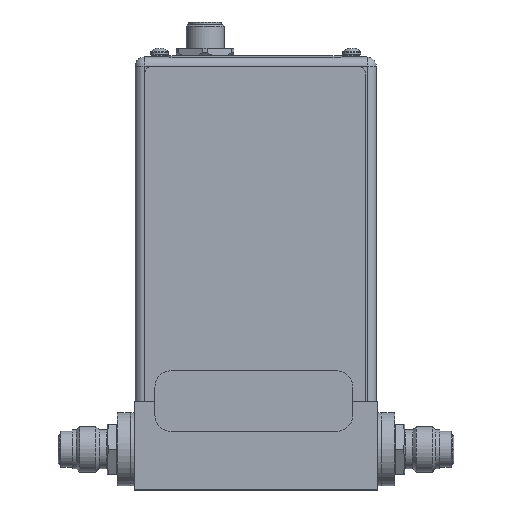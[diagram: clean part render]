
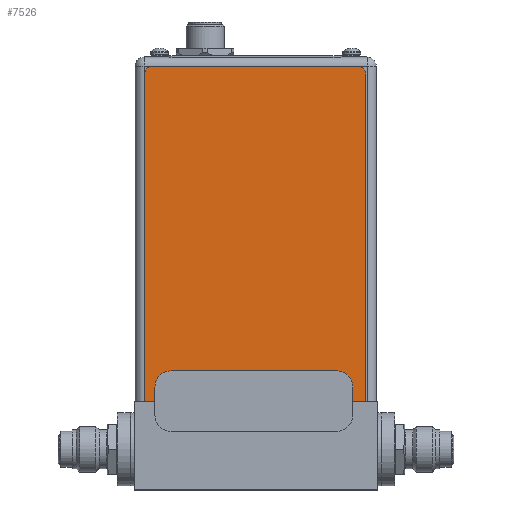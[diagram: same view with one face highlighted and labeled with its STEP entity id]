
A CAD part, top view. The second image highlights one B-rep face of the part: STEP entity #7526.
In plain terms, the highlighted planar face has unit normal (0, 0, 1).
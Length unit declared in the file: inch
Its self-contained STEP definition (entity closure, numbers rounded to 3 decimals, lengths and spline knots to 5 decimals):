
#7359=CARTESIAN_POINT('',(2.63,4.04,0.004));
#7360=DIRECTION('',(0.,0.,1.));
#7361=DIRECTION('',(1.,0.,0.));
#7362=AXIS2_PLACEMENT_3D('',#7359,#7360,#7361);
#7364=DIRECTION('',(0.,1.,0.));
#7365=VECTOR('',#7364,4.04);
#7366=CARTESIAN_POINT('',(2.73,0.,0.004));
#7367=LINE('',#7366,#7365);
#7368=DIRECTION('',(1.,0.,0.));
#7369=VECTOR('',#7368,2.73);
#7370=CARTESIAN_POINT('',(0.,0.,0.004));
#7371=LINE('',#7370,#7369);
#7372=DIRECTION('',(0.,-1.,0.));
#7373=VECTOR('',#7372,4.04);
#7374=CARTESIAN_POINT('',(0.,4.04,0.004));
#7375=LINE('',#7374,#7373);
#7376=CARTESIAN_POINT('',(0.1,4.04,0.004));
#7377=DIRECTION('',(0.,0.,1.));
#7378=DIRECTION('',(0.,1.,0.));
#7379=AXIS2_PLACEMENT_3D('',#7376,#7377,#7378);
#7381=DIRECTION('',(-1.,0.,0.));
#7382=VECTOR('',#7381,2.53);
#7383=CARTESIAN_POINT('',(2.63,4.14,0.004));
#7384=LINE('',#7383,#7382);
#7389=CARTESIAN_POINT('',(0.,0.,0.004));
#7390=CARTESIAN_POINT('',(2.73,0.,0.004));
#7391=VERTEX_POINT('',#7389);
#7392=VERTEX_POINT('',#7390);
#7397=CARTESIAN_POINT('',(2.73,4.04,0.004));
#7398=VERTEX_POINT('',#7397);
#7399=CARTESIAN_POINT('',(2.63,4.14,0.004));
#7400=VERTEX_POINT('',#7399);
#7405=CARTESIAN_POINT('',(0.1,4.14,0.004));
#7406=VERTEX_POINT('',#7405);
#7407=CARTESIAN_POINT('',(0.,4.04,0.004));
#7408=VERTEX_POINT('',#7407);
#7513=CARTESIAN_POINT('',(0.,0.,0.004));
#7514=DIRECTION('',(0.,0.,1.));
#7515=DIRECTION('',(1.,0.,0.));
#7516=AXIS2_PLACEMENT_3D('',#7513,#7514,#7515);
#7517=PLANE('',#7516);
#7518=ORIENTED_EDGE('',*,*,#7437,.F.);
#7519=ORIENTED_EDGE('',*,*,#7453,.F.);
#7520=ORIENTED_EDGE('',*,*,#7466,.F.);
#7521=ORIENTED_EDGE('',*,*,#7479,.F.);
#7522=ORIENTED_EDGE('',*,*,#7494,.F.);
#7523=ORIENTED_EDGE('',*,*,#7506,.F.);
#7524=EDGE_LOOP('',(#7518,#7519,#7520,#7521,#7522,#7523));
#7525=FACE_OUTER_BOUND('',#7524,.F.);
#7526=ADVANCED_FACE('',(#7525),#7517,.T.);
#7363=CIRCLE('',#7362,0.1);
#7380=CIRCLE('',#7379,0.1);
#7437=EDGE_CURVE('',#7398,#7400,#7363,.T.);
#7453=EDGE_CURVE('',#7392,#7398,#7367,.T.);
#7466=EDGE_CURVE('',#7391,#7392,#7371,.T.);
#7479=EDGE_CURVE('',#7408,#7391,#7375,.T.);
#7494=EDGE_CURVE('',#7406,#7408,#7380,.T.);
#7506=EDGE_CURVE('',#7400,#7406,#7384,.T.);
